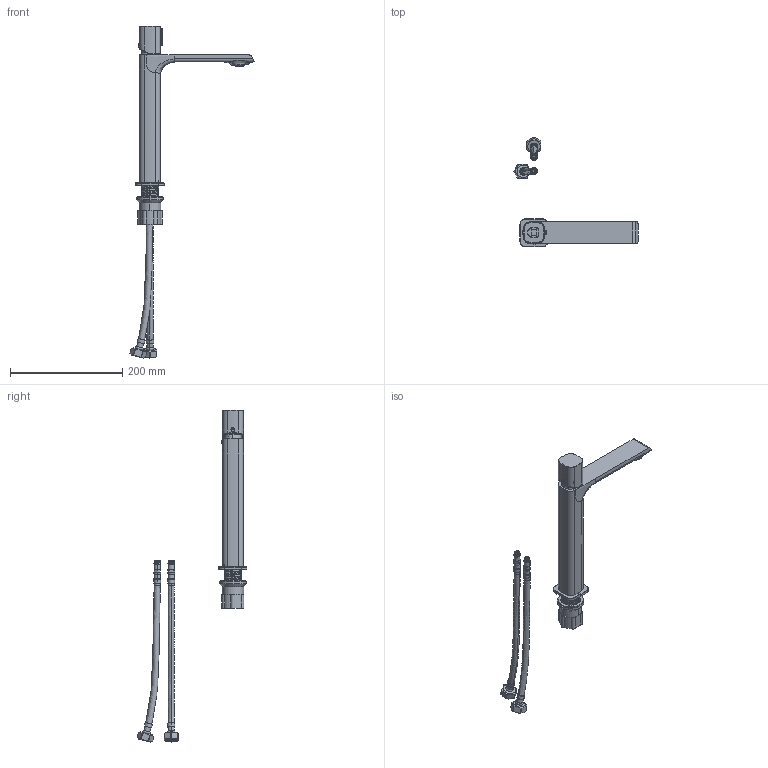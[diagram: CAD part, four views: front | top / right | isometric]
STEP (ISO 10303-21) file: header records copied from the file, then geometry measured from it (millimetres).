
FILE_DESCRIPTION((''),'2;1');
FILE_NAME('M12681-833C_ASM','2023-06-17T15:28:18',('Admin'),(''),'CREO PARAMETRIC BY PTC INC, 2018050','CREO PARAMETRIC BY PTC INC, 2018050','');
FILE_SCHEMA(('CONFIG_CONTROL_DESIGN'));
Products named in the file (24): M12681; C10064; C18145; C18144; C18146; C10064_ASM; R23418_AF0; S38087; C10064A_ASM; P01345; C02042; C03120; H833; S38057; P21036; P37061; C12174; R23409; C12174_ASM; S11015; R23248; P19047; S33058; M12681-833C_ASM
Assembly tree (27 placements, depth 4):
  M12681-833C_ASM
    M12681
    C10064A_ASM
      C10064_ASM
        C10064
        C18145
        C18144
        C18146  x2
      R23418_AF0
      S38087
    P01345
    C02042
    C03120
    H833
    S38057
    P21036
    P37061
    C12174_ASM
      C12174
      R23409
    S11015
    R23248
    P19047
    S33058  x2
    S38087  x2
Bounding box: 221.68 x 195.93 x 591.77 mm (x, y, z)
Volume: 275973.6 mm3; surface area: 224353.9 mm2
Topology: 27 solids, 42 shells, 2770 faces, 7720 edges, 5026 vertices
Faces by surface type: cylinder 1407, plane 975, bspline 179, cone 104, torus 99, sphere 6
Entity records: 118831 total; most frequent: CARTESIAN_POINT 53907, ORIENTED_EDGE 14250, DIRECTION 11709, EDGE_CURVE 7151, VERTEX_POINT 4667, AXIS2_PLACEMENT_3D 4169, EDGE_LOOP 3458, VECTOR 3371
